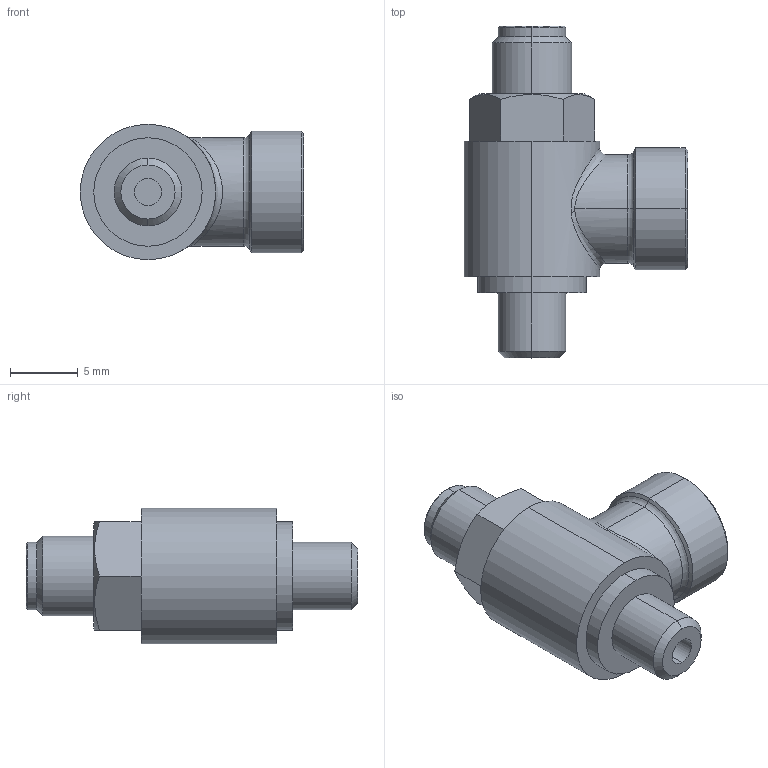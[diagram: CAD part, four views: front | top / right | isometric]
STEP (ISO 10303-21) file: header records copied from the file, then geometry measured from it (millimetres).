
FILE_DESCRIPTION (( 'STEP AP203' ), '1' );
FILE_NAME ('04070V00.STEP', '2010-04-28T09:46:21', ( '' ), ( 'sopra-pneumatic' ), 'SwSTEP 2.0', 'SolidWorks 2009', '' );
FILE_SCHEMA (( 'CONFIG_CONTROL_DESIGN' ));
Length unit declared in the file: millimetre
Products named in the file (1): 04070V00
Bounding box: 16.5 x 24.5 x 10 mm (x, y, z)
Volume: 1526.7 mm3; surface area: 1141.4 mm2
Topology: 1 solids, 1 shells, 71 faces, 154 edges, 95 vertices
Faces by surface type: cylinder 25, cone 21, plane 21, bspline 2, torus 2
Entity records: 3024 total; most frequent: CARTESIAN_POINT 1380, DIRECTION 345, ORIENTED_EDGE 308, EDGE_CURVE 154, AXIS2_PLACEMENT_3D 142, VERTEX_POINT 95, EDGE_LOOP 81, CIRCLE 72
